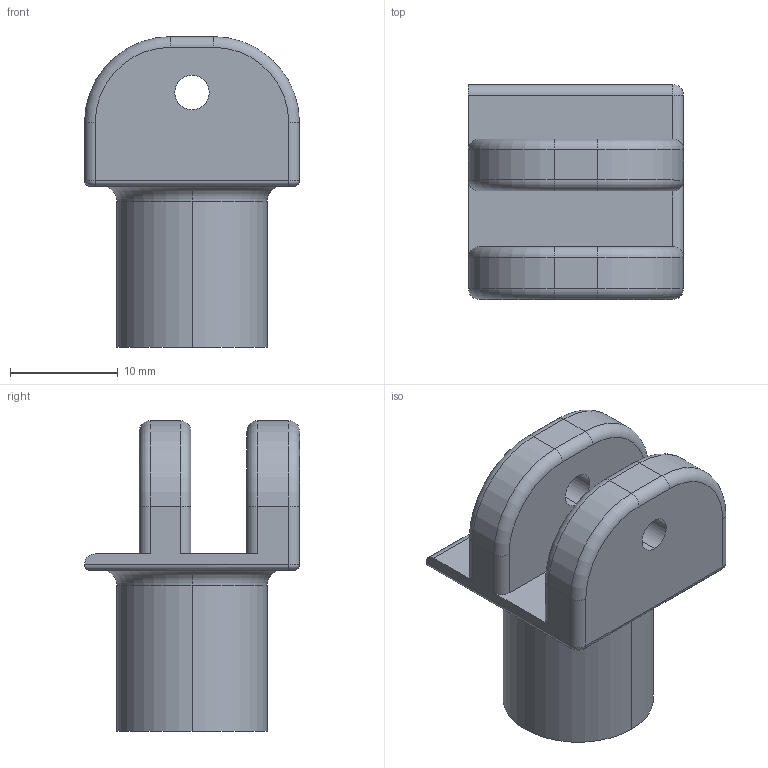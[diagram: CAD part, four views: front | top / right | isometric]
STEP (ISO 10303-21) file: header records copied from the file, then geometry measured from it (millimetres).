
FILE_DESCRIPTION (( 'STEP AP203' ), '1' );
FILE_NAME ('Forquilla G.step_Predeterminado_sldprt.STEP', '2025-01-30T00:13:29', ( '' ), ( '' ), 'SwSTEP 2.0', 'SolidWorks 2025', '' );
FILE_SCHEMA (( 'CONFIG_CONTROL_DESIGN' ));
Length unit declared in the file: millimetre
Products named in the file (1): Forquilla G.step_Predeterminado_sldprt
Bounding box: 20 x 20 x 28.9 mm (x, y, z)
Volume: 4830.2 mm3; surface area: 2713.7 mm2
Topology: 1 solids, 1 shells, 65 faces, 150 edges, 88 vertices
Faces by surface type: cylinder 31, plane 18, torus 15, sphere 1
Entity records: 1910 total; most frequent: DIRECTION 351, CARTESIAN_POINT 315, ORIENTED_EDGE 298, EDGE_CURVE 149, AXIS2_PLACEMENT_3D 140, VERTEX_POINT 88, CIRCLE 74, VECTOR 71
